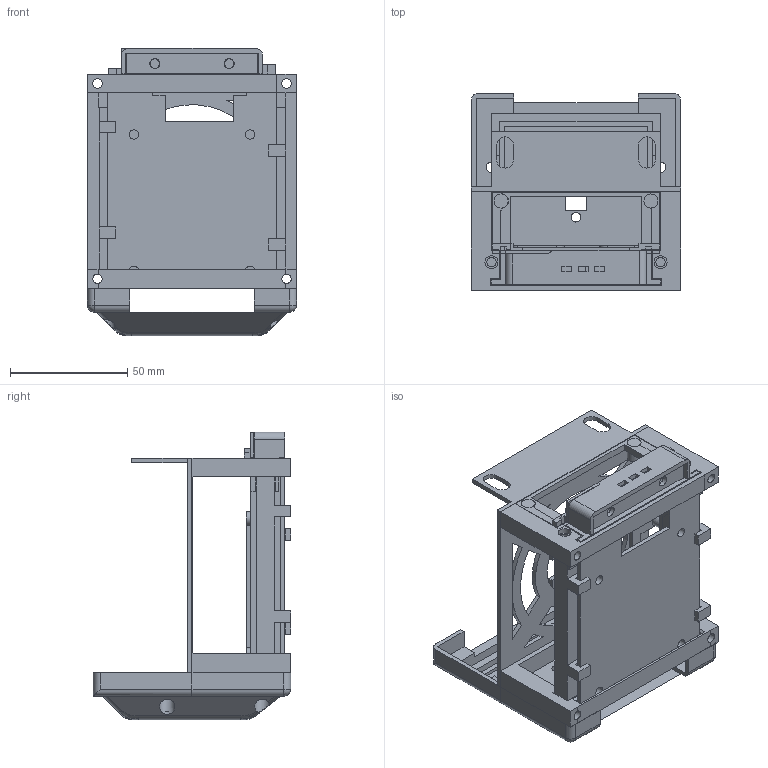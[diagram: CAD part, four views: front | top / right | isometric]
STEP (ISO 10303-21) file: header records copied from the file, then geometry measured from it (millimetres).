
FILE_DESCRIPTION(/* description */ (''),/* implementation_level */ '2;1');
FILE_NAME(/* name */ 'Extensible_PI_Cluster.step',/* time_stamp */ '2021-05-26T20:19:57+02:00',/* author */ (''),/* organization */ (''),/* preprocessor_version */ 'ST-DEVELOPER v18.1',/* originating_system */ 'Autodesk Translation Framework v10.9.0.1377',/* authorisation */ '');
FILE_SCHEMA (('AUTOMOTIVE_DESIGN { 1 0 10303 214 3 1 1 }'));
Length unit declared in the file: millimetre
Products named in the file (12): Extensible_PI_Cluster; pi-tray; fan holder; connecting rods; housing backplate; bracket; backplane cover; front-bezel-lightpipe-holder; light-pipe; front-plate; housing frontplate; front-bezel
Assembly tree (11 placements, depth 2):
  Extensible_PI_Cluster
    pi-tray
    fan holder
    connecting rods
    housing backplate
    bracket
    backplane cover
    front-bezel-lightpipe-holder
    light-pipe
    front-plate
    housing frontplate
    front-bezel
Bounding box: 89 x 84 x 122.3 mm (x, y, z)
Volume: 98473.1 mm3; surface area: 96813.8 mm2
Topology: 18 solids, 19 shells, 795 faces, 2154 edges, 1400 vertices
Faces by surface type: plane 591, cylinder 172, bspline 24, sphere 3, torus 3, cone 2
Full cylindrical faces by diameter (mm): 3.8 x4, 4 x45, 4.2 x10, 4.3 x2, 4.5 x2, 4.9 x4, 5.5 x3, 5.8 x2, 6 x6, 6.4 x4, 6.5 x3, 23.284 x1, 33 x1
Entity records: 29099 total; most frequent: CARTESIAN_POINT 8356, ORIENTED_EDGE 4280, DIRECTION 4062, EDGE_CURVE 2138, LINE 1644, VECTOR 1644, VERTEX_POINT 1392, AXIS2_PLACEMENT_3D 1209
